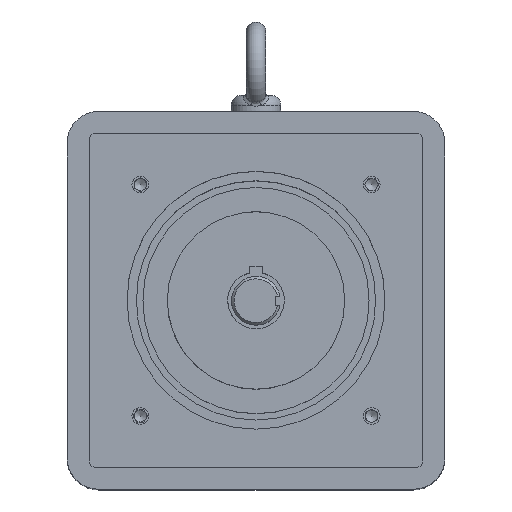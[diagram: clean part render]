
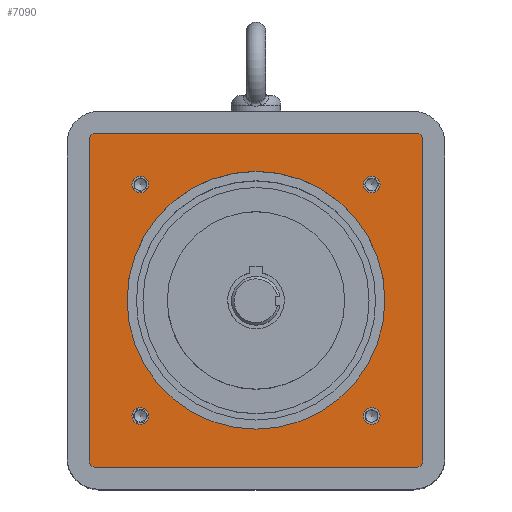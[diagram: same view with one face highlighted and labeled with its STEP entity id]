
A CAD part, top view. The second image highlights one B-rep face of the part: STEP entity #7090.
In plain terms, the highlighted planar face has unit normal (0, 0, 1).
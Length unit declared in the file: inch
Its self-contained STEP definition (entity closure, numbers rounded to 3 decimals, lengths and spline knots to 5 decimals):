
#267 = DIRECTION ( 'NONE',  ( 0., 0., 1. ) ) ;
#416 = CIRCLE ( 'NONE', #730, 0.125 ) ;
#469 = VECTOR ( 'NONE', #10972, 39.37008 ) ;
#550 = CARTESIAN_POINT ( 'NONE',  ( -3.1875, -3.1875, 16.1828 ) ) ;
#588 = DIRECTION ( 'NONE',  ( 0., 0., 1. ) ) ;
#730 = AXIS2_PLACEMENT_3D ( 'NONE', #14094, #2250, #6877 ) ;
#886 = CARTESIAN_POINT ( 'NONE',  ( -3.1875, 3.1875, 16.1828 ) ) ;
#930 = AXIS2_PLACEMENT_3D ( 'NONE', #15147, #3106, #4602 ) ;
#955 = CARTESIAN_POINT ( 'NONE',  ( 3.3125, -3.1875, 16.1828 ) ) ;
#1120 = CARTESIAN_POINT ( 'NONE',  ( -3.3125, 3.1875, 16.1828 ) ) ;
#1357 = VERTEX_POINT ( 'NONE', #9108 ) ;
#1558 = EDGE_CURVE ( 'NONE', #13247, #1357, #15617, .T. ) ;
#1751 = FACE_BOUND ( 'NONE', #15752, .T. ) ;
#1800 = CARTESIAN_POINT ( 'NONE',  ( 3.1875, 3.3125, 16.1828 ) ) ;
#1841 = FACE_OUTER_BOUND ( 'NONE', #8263, .T. ) ;
#1865 = CIRCLE ( 'NONE', #930, 0.165 ) ;
#1904 = DIRECTION ( 'NONE',  ( 1., 0., 0. ) ) ;
#1912 = DIRECTION ( 'NONE',  ( -1., 0., 0. ) ) ;
#1999 = AXIS2_PLACEMENT_3D ( 'NONE', #550, #16933, #3409 ) ;
#2047 = FACE_BOUND ( 'NONE', #15703, .T. ) ;
#2250 = DIRECTION ( 'NONE',  ( 0., 0., 1. ) ) ;
#2680 = DIRECTION ( 'NONE',  ( 0., 0., 1. ) ) ;
#2709 = CARTESIAN_POINT ( 'NONE',  ( 2.29672, 2.29672, 16.1828 ) ) ;
#2777 = ORIENTED_EDGE ( 'NONE', *, *, #10914, .T. ) ;
#3062 = CARTESIAN_POINT ( 'NONE',  ( -3.3125, -3.1875, 16.1828 ) ) ;
#3106 = DIRECTION ( 'NONE',  ( 0., 0., 1. ) ) ;
#3409 = DIRECTION ( 'NONE',  ( 1., 0., 0. ) ) ;
#3443 = VECTOR ( 'NONE', #17137, 39.37008 ) ;
#3612 = CARTESIAN_POINT ( 'NONE',  ( 3.1875, -3.3125, 16.1828 ) ) ;
#3628 = ORIENTED_EDGE ( 'NONE', *, *, #16174, .T. ) ;
#3659 = EDGE_CURVE ( 'NONE', #1357, #10844, #18315, .T. ) ;
#3752 = VECTOR ( 'NONE', #10921, 39.37008 ) ;
#4090 = DIRECTION ( 'NONE',  ( 1., 0., 0. ) ) ;
#4101 = AXIS2_PLACEMENT_3D ( 'NONE', #17392, #8617, #8328 ) ;
#4412 = VERTEX_POINT ( 'NONE', #15828 ) ;
#4602 = DIRECTION ( 'NONE',  ( 1., 0., 0. ) ) ;
#4915 = CARTESIAN_POINT ( 'NONE',  ( -3.1875, -3.3125, 16.1828 ) ) ;
#5355 = EDGE_CURVE ( 'NONE', #16546, #4412, #416, .T. ) ;
#5700 = CARTESIAN_POINT ( 'NONE',  ( 2.55905, 0., 16.1828 ) ) ;
#5899 = CARTESIAN_POINT ( 'NONE',  ( 3.3125, 3.1875, 16.1828 ) ) ;
#5911 = CARTESIAN_POINT ( 'NONE',  ( -2.13172, -2.29672, 16.1828 ) ) ;
#5949 = EDGE_LOOP ( 'NONE', ( #19235 ) ) ;
#6340 = CARTESIAN_POINT ( 'NONE',  ( -3.3125, 3.1875, 16.1828 ) ) ;
#6579 = CARTESIAN_POINT ( 'NONE',  ( 2.29672, -2.29672, 16.1828 ) ) ;
#6596 = CIRCLE ( 'NONE', #17615, 0.165 ) ;
#6877 = DIRECTION ( 'NONE',  ( 1., 0., 0. ) ) ;
#7021 = ORIENTED_EDGE ( 'NONE', *, *, #3659, .T. ) ;
#7090 = ADVANCED_FACE ( 'NONE', ( #9237, #2047, #1751, #12499, #13778, #1841 ), #10916, .T. ) ;
#7119 = VERTEX_POINT ( 'NONE', #3612 ) ;
#7177 = VERTEX_POINT ( 'NONE', #5700 ) ;
#7390 = AXIS2_PLACEMENT_3D ( 'NONE', #6579, #16655, #15177 ) ;
#7526 = EDGE_CURVE ( 'NONE', #15086, #15086, #1865, .T. ) ;
#7684 = AXIS2_PLACEMENT_3D ( 'NONE', #19423, #2680, #14812 ) ;
#7734 = EDGE_CURVE ( 'NONE', #17931, #17931, #6596, .T. ) ;
#8028 = CARTESIAN_POINT ( 'NONE',  ( 3.1875, 3.3125, 16.1828 ) ) ;
#8263 = EDGE_LOOP ( 'NONE', ( #16232, #17199, #11862, #15420, #2777, #17122, #7021, #3628 ) ) ;
#8264 = ORIENTED_EDGE ( 'NONE', *, *, #7734, .F. ) ;
#8328 = DIRECTION ( 'NONE',  ( 1., 0., 0. ) ) ;
#8617 = DIRECTION ( 'NONE',  ( 0., 0., 1. ) ) ;
#8941 = ORIENTED_EDGE ( 'NONE', *, *, #16478, .F. ) ;
#9054 = DIRECTION ( 'NONE',  ( 1., 0., 0. ) ) ;
#9077 = CARTESIAN_POINT ( 'NONE',  ( 3.3125, -3.1875, 16.1828 ) ) ;
#9108 = CARTESIAN_POINT ( 'NONE',  ( -3.1875, 3.3125, 16.1828 ) ) ;
#9237 = FACE_BOUND ( 'NONE', #14186, .T. ) ;
#9263 = CARTESIAN_POINT ( 'NONE',  ( 2.46172, -2.29672, 16.1828 ) ) ;
#9392 = CARTESIAN_POINT ( 'NONE',  ( 3.1875, -3.1875, 16.1828 ) ) ;
#9666 = DIRECTION ( 'NONE',  ( 1., 0., 0. ) ) ;
#9823 = AXIS2_PLACEMENT_3D ( 'NONE', #886, #588, #9666 ) ;
#9848 = EDGE_CURVE ( 'NONE', #10745, #10745, #15268, .T. ) ;
#9873 = AXIS2_PLACEMENT_3D ( 'NONE', #10544, #267, #9054 ) ;
#10101 = EDGE_CURVE ( 'NONE', #13922, #16809, #14474, .T. ) ;
#10544 = CARTESIAN_POINT ( 'NONE',  ( 0., 0., 16.1828 ) ) ;
#10745 = VERTEX_POINT ( 'NONE', #9263 ) ;
#10844 = VERTEX_POINT ( 'NONE', #1120 ) ;
#10914 = EDGE_CURVE ( 'NONE', #16809, #13247, #13251, .T. ) ;
#10916 = PLANE ( 'NONE',  #1999 ) ;
#10921 = DIRECTION ( 'NONE',  ( 1., 0., 0. ) ) ;
#10972 = DIRECTION ( 'NONE',  ( 0., -1., 0. ) ) ;
#11676 = AXIS2_PLACEMENT_3D ( 'NONE', #9392, #15411, #1904 ) ;
#11862 = ORIENTED_EDGE ( 'NONE', *, *, #16202, .T. ) ;
#12499 = FACE_BOUND ( 'NONE', #18447, .T. ) ;
#12684 = EDGE_CURVE ( 'NONE', #4412, #7119, #18409, .T. ) ;
#13247 = VERTEX_POINT ( 'NONE', #1800 ) ;
#13251 = CIRCLE ( 'NONE', #4101, 0.125 ) ;
#13546 = LINE ( 'NONE', #6340, #469 ) ;
#13608 = CARTESIAN_POINT ( 'NONE',  ( 2.46172, 2.29672, 16.1828 ) ) ;
#13778 = FACE_BOUND ( 'NONE', #5949, .T. ) ;
#13922 = VERTEX_POINT ( 'NONE', #9077 ) ;
#14094 = CARTESIAN_POINT ( 'NONE',  ( -3.1875, -3.1875, 16.1828 ) ) ;
#14186 = EDGE_LOOP ( 'NONE', ( #8264 ) ) ;
#14255 = VERTEX_POINT ( 'NONE', #18569 ) ;
#14318 = CIRCLE ( 'NONE', #7684, 0.165 ) ;
#14374 = EDGE_CURVE ( 'NONE', #7177, #7177, #16799, .T. ) ;
#14474 = LINE ( 'NONE', #955, #3443 ) ;
#14659 = DIRECTION ( 'NONE',  ( 0., 0., 1. ) ) ;
#14812 = DIRECTION ( 'NONE',  ( 1., 0., 0. ) ) ;
#15086 = VERTEX_POINT ( 'NONE', #5911 ) ;
#15147 = CARTESIAN_POINT ( 'NONE',  ( -2.29672, -2.29672, 16.1828 ) ) ;
#15177 = DIRECTION ( 'NONE',  ( 1., 0., 0. ) ) ;
#15268 = CIRCLE ( 'NONE', #7390, 0.165 ) ;
#15411 = DIRECTION ( 'NONE',  ( 0., 0., 1. ) ) ;
#15420 = ORIENTED_EDGE ( 'NONE', *, *, #10101, .T. ) ;
#15617 = LINE ( 'NONE', #8028, #17497 ) ;
#15703 = EDGE_LOOP ( 'NONE', ( #18037 ) ) ;
#15752 = EDGE_LOOP ( 'NONE', ( #18766 ) ) ;
#15762 = CIRCLE ( 'NONE', #11676, 0.125 ) ;
#15828 = CARTESIAN_POINT ( 'NONE',  ( -3.1875, -3.3125, 16.1828 ) ) ;
#16174 = EDGE_CURVE ( 'NONE', #10844, #16546, #13546, .T. ) ;
#16202 = EDGE_CURVE ( 'NONE', #7119, #13922, #15762, .T. ) ;
#16232 = ORIENTED_EDGE ( 'NONE', *, *, #5355, .T. ) ;
#16478 = EDGE_CURVE ( 'NONE', #14255, #14255, #14318, .T. ) ;
#16546 = VERTEX_POINT ( 'NONE', #3062 ) ;
#16655 = DIRECTION ( 'NONE',  ( 0., 0., 1. ) ) ;
#16799 = CIRCLE ( 'NONE', #9873, 2.55905 ) ;
#16809 = VERTEX_POINT ( 'NONE', #5899 ) ;
#16933 = DIRECTION ( 'NONE',  ( 0., 0., 1. ) ) ;
#17122 = ORIENTED_EDGE ( 'NONE', *, *, #1558, .T. ) ;
#17137 = DIRECTION ( 'NONE',  ( 0., 1., 0. ) ) ;
#17199 = ORIENTED_EDGE ( 'NONE', *, *, #12684, .T. ) ;
#17392 = CARTESIAN_POINT ( 'NONE',  ( 3.1875, 3.1875, 16.1828 ) ) ;
#17497 = VECTOR ( 'NONE', #1912, 39.37008 ) ;
#17615 = AXIS2_PLACEMENT_3D ( 'NONE', #2709, #14659, #4090 ) ;
#17931 = VERTEX_POINT ( 'NONE', #13608 ) ;
#18037 = ORIENTED_EDGE ( 'NONE', *, *, #9848, .F. ) ;
#18315 = CIRCLE ( 'NONE', #9823, 0.125 ) ;
#18409 = LINE ( 'NONE', #4915, #3752 ) ;
#18447 = EDGE_LOOP ( 'NONE', ( #8941 ) ) ;
#18569 = CARTESIAN_POINT ( 'NONE',  ( -2.13172, 2.29672, 16.1828 ) ) ;
#18766 = ORIENTED_EDGE ( 'NONE', *, *, #7526, .F. ) ;
#19235 = ORIENTED_EDGE ( 'NONE', *, *, #14374, .F. ) ;
#19423 = CARTESIAN_POINT ( 'NONE',  ( -2.29672, 2.29672, 16.1828 ) ) ;
